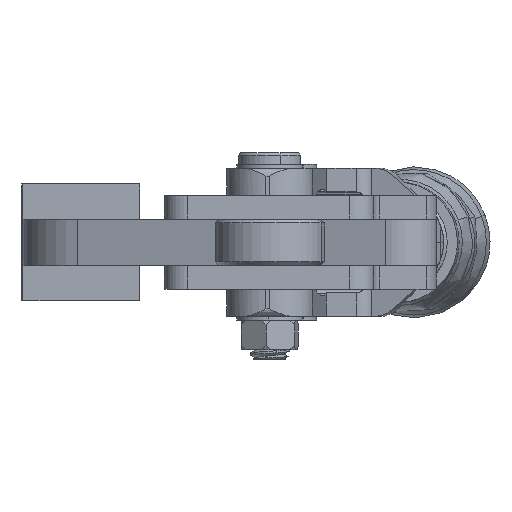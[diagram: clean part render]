
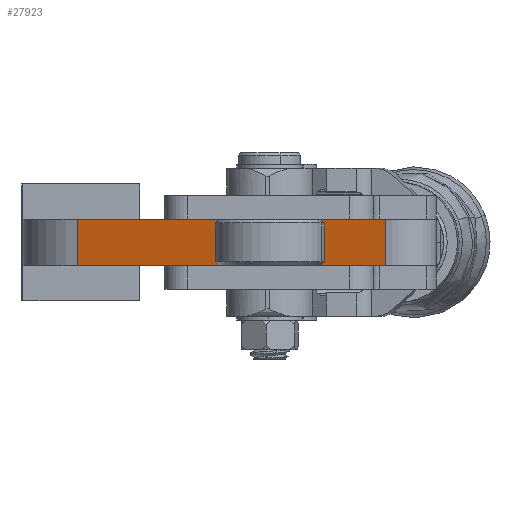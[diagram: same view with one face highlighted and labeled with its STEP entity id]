
A CAD part, front view. The second image highlights one B-rep face of the part: STEP entity #27923.
In plain terms, the highlighted face is planar.
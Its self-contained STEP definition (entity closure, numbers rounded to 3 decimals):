
#186 = ORIENTED_EDGE ( 'NONE', *, *, #5319, .T. ) ;
#601 = DIRECTION ( 'NONE',  ( -0.303, -0.953, 0. ) ) ;
#3204 = VECTOR ( 'NONE', #20376, 1000. ) ;
#4443 = CARTESIAN_POINT ( 'NONE',  ( 42.98, -103.555, 4.5 ) ) ;
#5319 = EDGE_CURVE ( 'NONE', #24095, #34754, #6806, .T. ) ;
#6806 = LINE ( 'NONE', #36935, #14791 ) ;
#7990 = LINE ( 'NONE', #43532, #44423 ) ;
#9487 = CARTESIAN_POINT ( 'NONE',  ( 82.493, -116.106, 4.5 ) ) ;
#11329 = VERTEX_POINT ( 'NONE', #32424 ) ;
#12201 = ORIENTED_EDGE ( 'NONE', *, *, #21471, .F. ) ;
#12274 = LINE ( 'NONE', #27101, #3204 ) ;
#12358 = VERTEX_POINT ( 'NONE', #35919 ) ;
#12542 = VECTOR ( 'NONE', #35407, 1000. ) ;
#13839 = FACE_OUTER_BOUND ( 'NONE', #37143, .T. ) ;
#14791 = VECTOR ( 'NONE', #26759, 1000. ) ;
#15976 = EDGE_CURVE ( 'NONE', #12358, #11329, #29634, .T. ) ;
#20246 = EDGE_CURVE ( 'NONE', #34754, #12358, #12274, .T. ) ;
#20376 = DIRECTION ( 'NONE',  ( 0., 0., 1. ) ) ;
#21084 = PLANE ( 'NONE',  #21337 ) ;
#21337 = AXIS2_PLACEMENT_3D ( 'NONE', #31248, #601, #24515 ) ;
#21471 = EDGE_CURVE ( 'NONE', #24095, #11329, #7990, .T. ) ;
#23587 = ORIENTED_EDGE ( 'NONE', *, *, #15976, .T. ) ;
#24095 = VERTEX_POINT ( 'NONE', #4443 ) ;
#24515 = DIRECTION ( 'NONE',  ( 0.953, -0.303, 0. ) ) ;
#26759 = DIRECTION ( 'NONE',  ( 0.953, -0.303, 0. ) ) ;
#27101 = CARTESIAN_POINT ( 'NONE',  ( 82.493, -116.106, 15. ) ) ;
#27923 = ADVANCED_FACE ( 'NONE', ( #13839 ), #21084, .T. ) ;
#29634 = LINE ( 'NONE', #38754, #12542 ) ;
#31248 = CARTESIAN_POINT ( 'NONE',  ( 69.205, -111.885, 15. ) ) ;
#32424 = CARTESIAN_POINT ( 'NONE',  ( 42.98, -103.555, 10.5 ) ) ;
#34754 = VERTEX_POINT ( 'NONE', #9487 ) ;
#35407 = DIRECTION ( 'NONE',  ( -0.953, 0.303, 0. ) ) ;
#35919 = CARTESIAN_POINT ( 'NONE',  ( 82.493, -116.106, 10.5 ) ) ;
#36935 = CARTESIAN_POINT ( 'NONE',  ( 69.205, -111.885, 4.5 ) ) ;
#37143 = EDGE_LOOP ( 'NONE', ( #39788, #23587, #12201, #186 ) ) ;
#38754 = CARTESIAN_POINT ( 'NONE',  ( 82.493, -116.106, 10.5 ) ) ;
#39788 = ORIENTED_EDGE ( 'NONE', *, *, #20246, .T. ) ;
#40086 = DIRECTION ( 'NONE',  ( 0., 0., 1. ) ) ;
#43532 = CARTESIAN_POINT ( 'NONE',  ( 42.98, -103.555, 15. ) ) ;
#44423 = VECTOR ( 'NONE', #40086, 1000. ) ;
